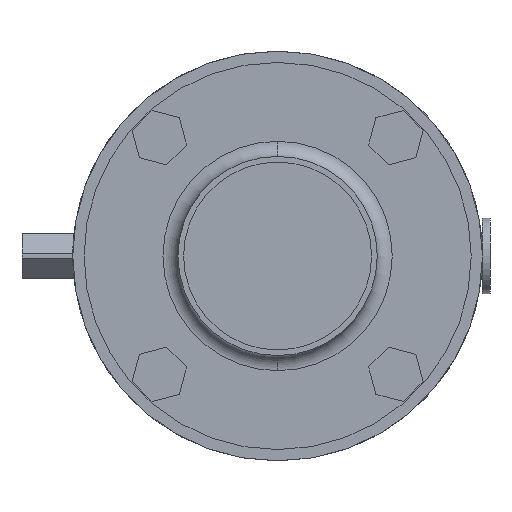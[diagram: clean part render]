
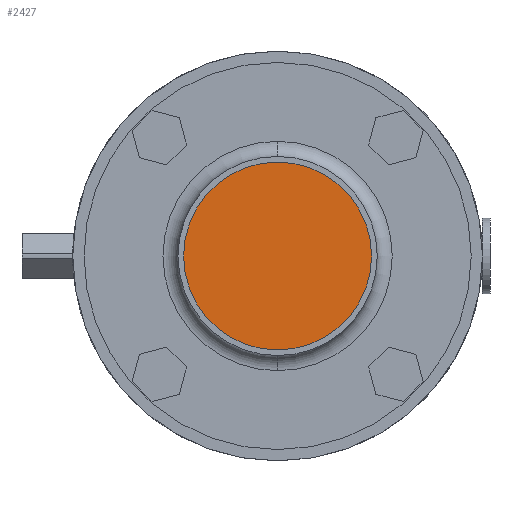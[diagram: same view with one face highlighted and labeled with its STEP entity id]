
A CAD part, left-side view. The second image highlights one B-rep face of the part: STEP entity #2427.
In plain terms, the highlighted face is planar.
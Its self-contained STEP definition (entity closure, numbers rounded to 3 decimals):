
#9 = CARTESIAN_POINT ( 'NONE',  ( 10., 25., 0. ) ) ;
#89 = DIRECTION ( 'NONE',  ( 0., 0., 1. ) ) ;
#304 = AXIS2_PLACEMENT_3D ( 'NONE', #9, #1858, #1066 ) ;
#319 = FACE_OUTER_BOUND ( 'NONE', #884, .T. ) ;
#452 = CARTESIAN_POINT ( 'NONE',  ( 10., 0., 25. ) ) ;
#502 = DIRECTION ( 'NONE',  ( -1., 0., 0. ) ) ;
#607 = AXIS2_PLACEMENT_3D ( 'NONE', #930, #2528, #89 ) ;
#688 = ORIENTED_EDGE ( 'NONE', *, *, #938, .F. ) ;
#733 = DIRECTION ( 'NONE',  ( 0., 0., 1. ) ) ;
#865 = PLANE ( 'NONE',  #304 ) ;
#884 = EDGE_LOOP ( 'NONE', ( #1118, #688 ) ) ;
#930 = CARTESIAN_POINT ( 'NONE',  ( 10., 0., 0. ) ) ;
#938 = EDGE_CURVE ( 'NONE', #1534, #1847, #2595, .T. ) ;
#977 = CARTESIAN_POINT ( 'NONE',  ( 10., 0., -25. ) ) ;
#1066 = DIRECTION ( 'NONE',  ( 0., 0., 1. ) ) ;
#1118 = ORIENTED_EDGE ( 'NONE', *, *, #1900, .F. ) ;
#1534 = VERTEX_POINT ( 'NONE', #977 ) ;
#1847 = VERTEX_POINT ( 'NONE', #452 ) ;
#1858 = DIRECTION ( 'NONE',  ( -1., 0., 0. ) ) ;
#1900 = EDGE_CURVE ( 'NONE', #1847, #1534, #2175, .T. ) ;
#1972 = CARTESIAN_POINT ( 'NONE',  ( 10., 0., 0. ) ) ;
#2175 = CIRCLE ( 'NONE', #607, 25. ) ;
#2243 = AXIS2_PLACEMENT_3D ( 'NONE', #1972, #502, #733 ) ;
#2427 = ADVANCED_FACE ( 'NONE', ( #319 ), #865, .F. ) ;
#2528 = DIRECTION ( 'NONE',  ( -1., 0., 0. ) ) ;
#2595 = CIRCLE ( 'NONE', #2243, 25. ) ;
